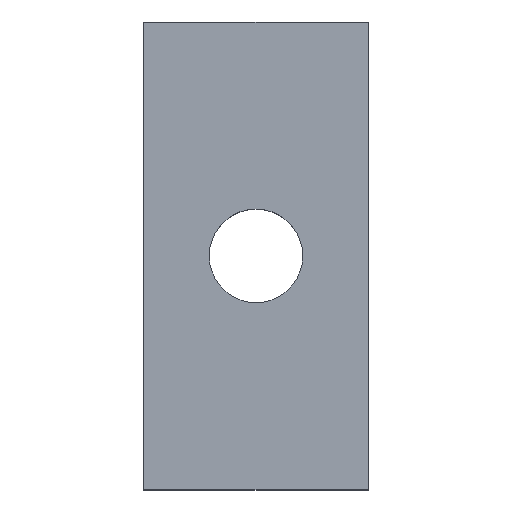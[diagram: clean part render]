
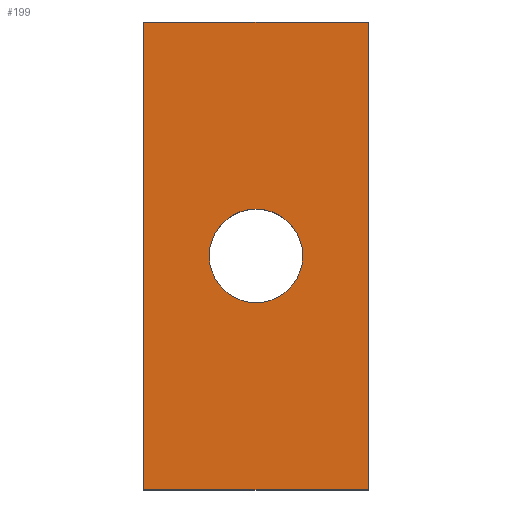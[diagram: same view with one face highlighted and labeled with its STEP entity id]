
A CAD part, top view. The second image highlights one B-rep face of the part: STEP entity #199.
In plain terms, the highlighted planar face has unit normal (0, 0, 1).
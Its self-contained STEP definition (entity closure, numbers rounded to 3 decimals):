
#1 = CARTESIAN_POINT ( 'NONE',  ( 0., 0., 5. ) ) ;
#19 = CARTESIAN_POINT ( 'NONE',  ( 12., 0., 5. ) ) ;
#29 = ORIENTED_EDGE ( 'NONE', *, *, #268, .T. ) ;
#30 = ORIENTED_EDGE ( 'NONE', *, *, #133, .T. ) ;
#34 = CARTESIAN_POINT ( 'NONE',  ( 12., 25., 5. ) ) ;
#39 = VERTEX_POINT ( 'NONE', #109 ) ;
#40 = DIRECTION ( 'NONE',  ( 1., 0., 0. ) ) ;
#49 = DIRECTION ( 'NONE',  ( 0., 0., 1. ) ) ;
#56 = EDGE_LOOP ( 'NONE', ( #249, #30, #66, #29 ) ) ;
#58 = CARTESIAN_POINT ( 'NONE',  ( 0., 25., 5. ) ) ;
#63 = DIRECTION ( 'NONE',  ( 0., 1., 0. ) ) ;
#66 = ORIENTED_EDGE ( 'NONE', *, *, #119, .T. ) ;
#84 = AXIS2_PLACEMENT_3D ( 'NONE', #273, #271, #241 ) ;
#91 = CARTESIAN_POINT ( 'NONE',  ( 12., 0., 5. ) ) ;
#109 = CARTESIAN_POINT ( 'NONE',  ( 0., 0., 5. ) ) ;
#117 = EDGE_LOOP ( 'NONE', ( #139, #208 ) ) ;
#119 = EDGE_CURVE ( 'NONE', #178, #247, #209, .T. ) ;
#129 = VERTEX_POINT ( 'NONE', #58 ) ;
#133 = EDGE_CURVE ( 'NONE', #39, #178, #264, .T. ) ;
#139 = ORIENTED_EDGE ( 'NONE', *, *, #215, .F. ) ;
#142 = FACE_OUTER_BOUND ( 'NONE', #56, .T. ) ;
#143 = CARTESIAN_POINT ( 'NONE',  ( 0., 25., 5. ) ) ;
#170 = VECTOR ( 'NONE', #40, 1000. ) ;
#173 = CIRCLE ( 'NONE', #237, 2.5 ) ;
#174 = EDGE_CURVE ( 'NONE', #129, #39, #212, .T. ) ;
#178 = VERTEX_POINT ( 'NONE', #19 ) ;
#179 = DIRECTION ( 'NONE',  ( 0., 0., -1. ) ) ;
#182 = CARTESIAN_POINT ( 'NONE',  ( 8.5, 12.5, 5. ) ) ;
#185 = VECTOR ( 'NONE', #63, 1000. ) ;
#199 = ADVANCED_FACE ( 'NONE', ( #266, #142 ), #206, .F. ) ;
#206 = PLANE ( 'NONE',  #250 ) ;
#208 = ORIENTED_EDGE ( 'NONE', *, *, #260, .F. ) ;
#209 = LINE ( 'NONE', #91, #185 ) ;
#210 = VERTEX_POINT ( 'NONE', #182 ) ;
#211 = DIRECTION ( 'NONE',  ( 1., 0., 0. ) ) ;
#212 = LINE ( 'NONE', #1, #255 ) ;
#215 = EDGE_CURVE ( 'NONE', #210, #252, #173, .T. ) ;
#219 = CARTESIAN_POINT ( 'NONE',  ( 6., 12.5, 5. ) ) ;
#220 = DIRECTION ( 'NONE',  ( -1., 0., 0. ) ) ;
#225 = VECTOR ( 'NONE', #220, 1000. ) ;
#227 = CIRCLE ( 'NONE', #84, 2.5 ) ;
#233 = CARTESIAN_POINT ( 'NONE',  ( 0., 25., 5. ) ) ;
#237 = AXIS2_PLACEMENT_3D ( 'NONE', #219, #49, #211 ) ;
#241 = DIRECTION ( 'NONE',  ( 1., 0., 0. ) ) ;
#246 = LINE ( 'NONE', #233, #225 ) ;
#247 = VERTEX_POINT ( 'NONE', #34 ) ;
#249 = ORIENTED_EDGE ( 'NONE', *, *, #174, .T. ) ;
#250 = AXIS2_PLACEMENT_3D ( 'NONE', #143, #179, #258 ) ;
#251 = CARTESIAN_POINT ( 'NONE',  ( 0., 0., 5. ) ) ;
#252 = VERTEX_POINT ( 'NONE', #261 ) ;
#255 = VECTOR ( 'NONE', #272, 1000. ) ;
#258 = DIRECTION ( 'NONE',  ( -1., 0., 0. ) ) ;
#260 = EDGE_CURVE ( 'NONE', #252, #210, #227, .T. ) ;
#261 = CARTESIAN_POINT ( 'NONE',  ( 3.5, 12.5, 5. ) ) ;
#264 = LINE ( 'NONE', #251, #170 ) ;
#266 = FACE_BOUND ( 'NONE', #117, .T. ) ;
#268 = EDGE_CURVE ( 'NONE', #247, #129, #246, .T. ) ;
#271 = DIRECTION ( 'NONE',  ( 0., 0., 1. ) ) ;
#272 = DIRECTION ( 'NONE',  ( 0., -1., 0. ) ) ;
#273 = CARTESIAN_POINT ( 'NONE',  ( 6., 12.5, 5. ) ) ;
